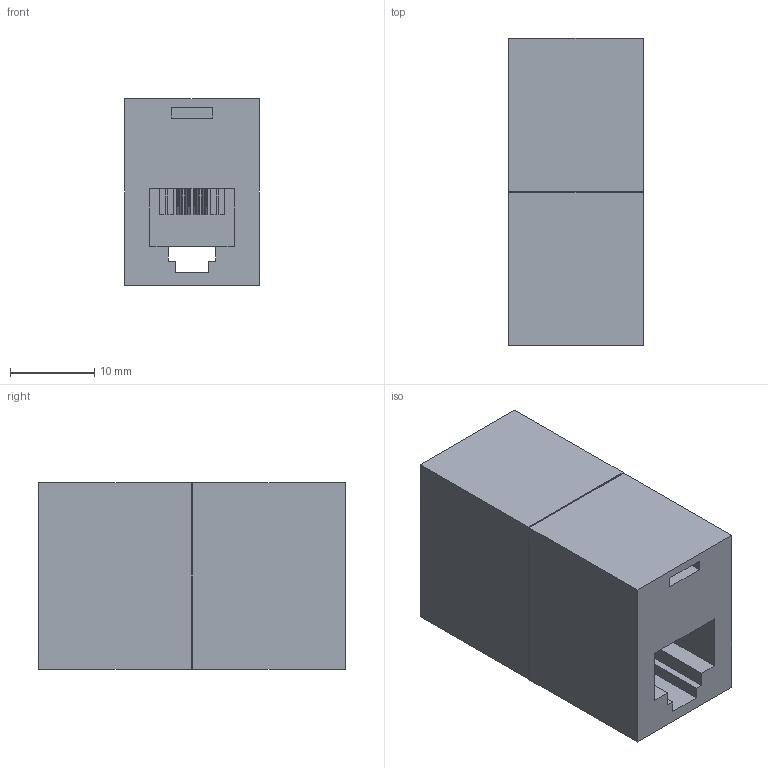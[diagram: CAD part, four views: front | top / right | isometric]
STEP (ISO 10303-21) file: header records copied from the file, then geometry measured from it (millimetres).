
FILE_DESCRIPTION (( 'STEP AP214' ), '1' );
FILE_NAME ('TDG1026-4C.STEP', '2006-08-31T12:44:57', ( 'X' ), ( 'L-COM' ), 'SwSTEP 2.0', 'SolidWorks 2006052', '' );
FILE_SCHEMA (( 'AUTOMOTIVE_DESIGN' ));
Length unit declared in the file: inch
Products named in the file (1): TDG1026-4C
Bounding box: 15.95 x 36.53 x 22.15 mm (x, y, z)
Volume: 10790.9 mm3; surface area: 5196.6 mm2
Topology: 1 solids, 1 shells, 246 faces, 708 edges, 444 vertices
Faces by surface type: plane 246
Entity records: 10839 total; most frequent: ORIENTED_EDGE 1416, CARTESIAN_POINT 1399, DIRECTION 1202, VECTOR 708, LINE 708, EDGE_CURVE 708, VERTEX_POINT 444, EDGE_LOOP 260
